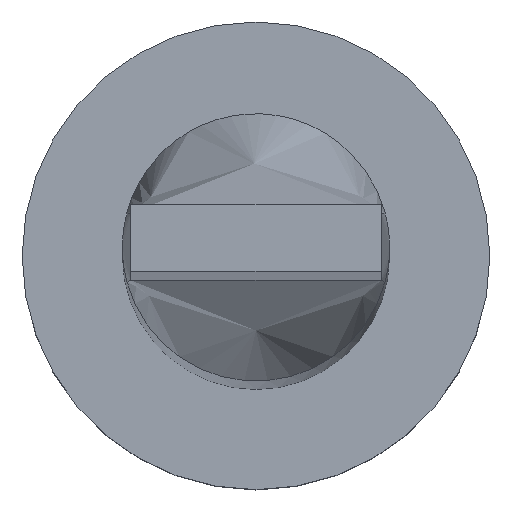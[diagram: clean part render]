
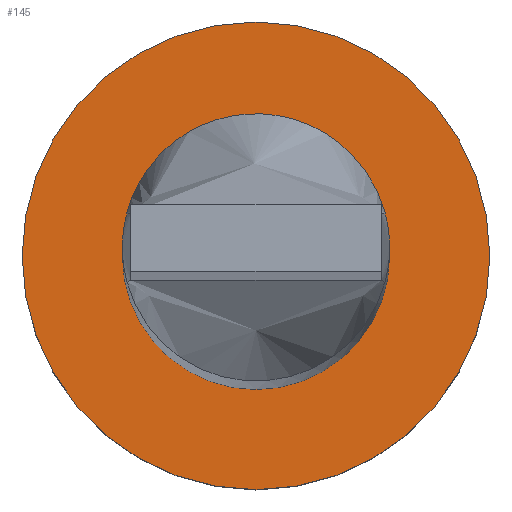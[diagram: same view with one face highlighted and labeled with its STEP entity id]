
A CAD part, top view. The second image highlights one B-rep face of the part: STEP entity #145.
In plain terms, the highlighted planar face has unit normal (0, 0, 1).
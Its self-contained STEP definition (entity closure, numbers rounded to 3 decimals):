
#39 = FACE_OUTER_BOUND ( 'NONE', #260, .T. ) ;
#42 = CARTESIAN_POINT ( 'NONE',  ( 0., 0., 5. ) ) ;
#46 = EDGE_CURVE ( 'NONE', #418, #185, #468, .T. ) ;
#48 = DIRECTION ( 'NONE',  ( 0., 0., 1. ) ) ;
#55 = VERTEX_POINT ( 'NONE', #580 ) ;
#85 = CARTESIAN_POINT ( 'NONE',  ( 0., 0., 5. ) ) ;
#91 = DIRECTION ( 'NONE',  ( 1., 0., 0. ) ) ;
#94 = VERTEX_POINT ( 'NONE', #313 ) ;
#124 = CIRCLE ( 'NONE', #440, 7. ) ;
#145 = ADVANCED_FACE ( 'NONE', ( #349, #39 ), #176, .T. ) ;
#160 = AXIS2_PLACEMENT_3D ( 'NONE', #373, #48, #91 ) ;
#165 = DIRECTION ( 'NONE',  ( 1., 0., 0. ) ) ;
#176 = PLANE ( 'NONE',  #199 ) ;
#180 = ORIENTED_EDGE ( 'NONE', *, *, #268, .F. ) ;
#185 = VERTEX_POINT ( 'NONE', #356 ) ;
#186 = ORIENTED_EDGE ( 'NONE', *, *, #46, .F. ) ;
#199 = AXIS2_PLACEMENT_3D ( 'NONE', #491, #209, #219 ) ;
#209 = DIRECTION ( 'NONE',  ( 0., 0., 1. ) ) ;
#219 = DIRECTION ( 'NONE',  ( 1., 0., 0. ) ) ;
#253 = DIRECTION ( 'NONE',  ( 1., 0., 0. ) ) ;
#257 = CIRCLE ( 'NONE', #471, 7. ) ;
#260 = EDGE_LOOP ( 'NONE', ( #552, #274 ) ) ;
#268 = EDGE_CURVE ( 'NONE', #185, #418, #553, .T. ) ;
#274 = ORIENTED_EDGE ( 'NONE', *, *, #489, .T. ) ;
#305 = EDGE_CURVE ( 'NONE', #55, #94, #124, .T. ) ;
#313 = CARTESIAN_POINT ( 'NONE',  ( 7., 0., 5. ) ) ;
#319 = EDGE_LOOP ( 'NONE', ( #180, #186 ) ) ;
#331 = CARTESIAN_POINT ( 'NONE',  ( 0., 0., 5. ) ) ;
#343 = AXIS2_PLACEMENT_3D ( 'NONE', #42, #443, #253 ) ;
#349 = FACE_BOUND ( 'NONE', #319, .T. ) ;
#356 = CARTESIAN_POINT ( 'NONE',  ( -4., 0., 5. ) ) ;
#373 = CARTESIAN_POINT ( 'NONE',  ( 0., 0., 5. ) ) ;
#377 = DIRECTION ( 'NONE',  ( 0., 0., 1. ) ) ;
#379 = CARTESIAN_POINT ( 'NONE',  ( 4., 0., 5. ) ) ;
#418 = VERTEX_POINT ( 'NONE', #379 ) ;
#440 = AXIS2_PLACEMENT_3D ( 'NONE', #331, #377, #476 ) ;
#443 = DIRECTION ( 'NONE',  ( 0., 0., 1. ) ) ;
#468 = CIRCLE ( 'NONE', #343, 4. ) ;
#471 = AXIS2_PLACEMENT_3D ( 'NONE', #85, #522, #165 ) ;
#476 = DIRECTION ( 'NONE',  ( 1., 0., 0. ) ) ;
#489 = EDGE_CURVE ( 'NONE', #94, #55, #257, .T. ) ;
#491 = CARTESIAN_POINT ( 'NONE',  ( 0., 0., 5. ) ) ;
#522 = DIRECTION ( 'NONE',  ( 0., 0., 1. ) ) ;
#552 = ORIENTED_EDGE ( 'NONE', *, *, #305, .T. ) ;
#553 = CIRCLE ( 'NONE', #160, 4. ) ;
#580 = CARTESIAN_POINT ( 'NONE',  ( -7., 0., 5. ) ) ;
